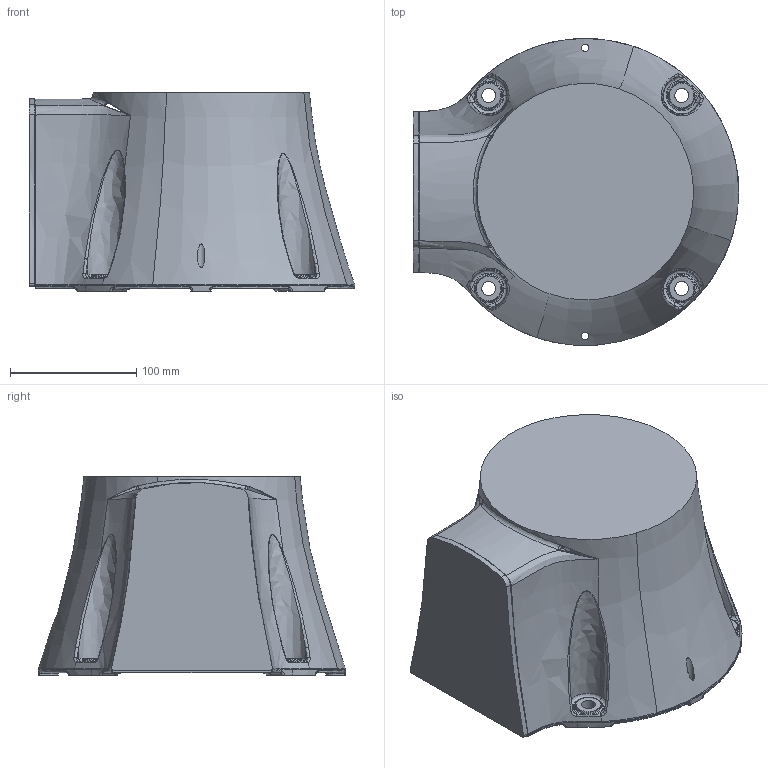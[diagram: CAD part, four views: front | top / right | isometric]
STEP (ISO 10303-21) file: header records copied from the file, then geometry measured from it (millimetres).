
FILE_DESCRIPTION(/* description */ (''),/* implementation_level */ '2;1');
FILE_NAME(/* name */ 'axe_0',/* time_stamp */ '2023-07-27T21:45:27+02:00',/* author */ (''),/* organization */ (''),/* preprocessor_version */ 'ST-DEVELOPER v16.5',/* originating_system */ 'Rhino 7.22',/* authorisation */ '');
FILE_SCHEMA (('CONFIG_CONTROL_DESIGN'));
Length unit declared in the file: millimetre
Products named in the file (1): axe_0
Bounding box: 257.48 x 242.95 x 157 mm (x, y, z)
Surface area: 199253.2 mm2 (no closed solid volume)
Topology: 0 solids, 1 shells, 206 faces, 552 edges, 345 vertices
Faces by surface type: bspline 127, cylinder 43, plane 36
Entity records: 11218 total; most frequent: CARTESIAN_POINT 7989, ORIENTED_EDGE 1078, EDGE_CURVE 547, VERTEX_POINT 343, B_SPLINE_CURVE_WITH_KNOTS 281, EDGE_LOOP 220, ADVANCED_FACE 206, FACE_OUTER_BOUND 206
